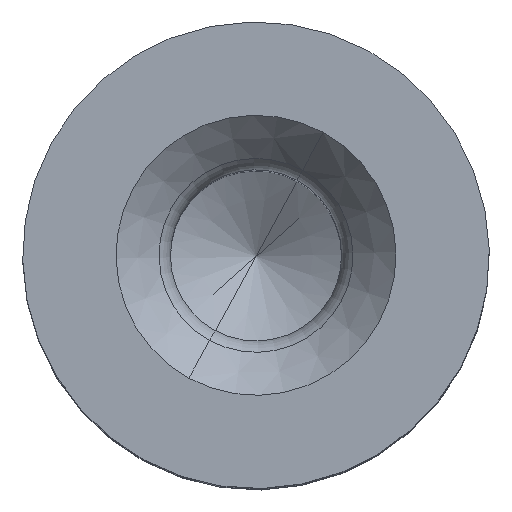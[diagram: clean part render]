
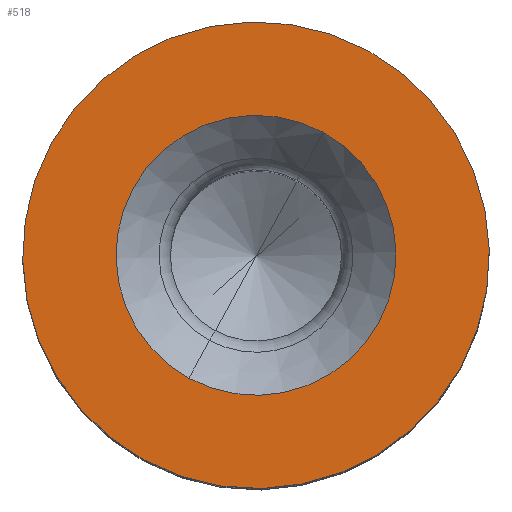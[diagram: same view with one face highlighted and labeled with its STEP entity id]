
A CAD part, top view. The second image highlights one B-rep face of the part: STEP entity #518.
In plain terms, the highlighted planar face has unit normal (0, 0, 1).
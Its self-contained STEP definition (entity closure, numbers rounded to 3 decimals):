
#168=AXIS2_PLACEMENT_3D('Circle Axis2P3D',#166,#167,$) ;
#187=AXIS2_PLACEMENT_3D('Circle Axis2P3D',#185,#186,$) ;
#227=AXIS2_PLACEMENT_3D('Circle Axis2P3D',#225,#226,$) ;
#244=AXIS2_PLACEMENT_3D('Circle Axis2P3D',#242,#243,$) ;
#508=AXIS2_PLACEMENT_3D('Plane Axis2P3D',#505,#506,#507) ;
#163=CARTESIAN_POINT('Vertex',(3.863,4.58,29.1)) ;
#166=CARTESIAN_POINT('Axis2P3D Location',(3.,3.,29.1)) ;
#170=CARTESIAN_POINT('Vertex',(2.137,1.42,29.1)) ;
#185=CARTESIAN_POINT('Axis2P3D Location',(3.,3.,29.1)) ;
#206=CARTESIAN_POINT('Vertex',(4.438,5.633,29.1)) ;
#222=CARTESIAN_POINT('Vertex',(1.562,0.367,29.1)) ;
#225=CARTESIAN_POINT('Axis2P3D Location',(3.,3.,29.1)) ;
#242=CARTESIAN_POINT('Axis2P3D Location',(3.,3.,29.1)) ;
#505=CARTESIAN_POINT('Axis2P3D Location',(3.,0.,29.1)) ;
#167=DIRECTION('Axis2P3D Direction',(0.,0.,1.)) ;
#186=DIRECTION('Axis2P3D Direction',(0.,0.,1.)) ;
#226=DIRECTION('Axis2P3D Direction',(0.,0.,-1.)) ;
#243=DIRECTION('Axis2P3D Direction',(0.,0.,-1.)) ;
#506=DIRECTION('Axis2P3D Direction',(0.,0.,-1.)) ;
#507=DIRECTION('Axis2P3D XDirection',(1.,0.,0.)) ;
#511=ORIENTED_EDGE('',*,*,#229,.F.) ;
#512=ORIENTED_EDGE('',*,*,#246,.F.) ;
#515=ORIENTED_EDGE('',*,*,#189,.T.) ;
#516=ORIENTED_EDGE('',*,*,#172,.T.) ;
#517=FACE_BOUND('',#514,.T.) ;
#518=ADVANCED_FACE('Hauptk\X2\00F6\X0\rper',(#513,#517),#509,.F.) ;
#169=CIRCLE('generated circle',#168,1.8) ;
#188=CIRCLE('generated circle',#187,1.8) ;
#228=CIRCLE('generated circle',#227,3.) ;
#245=CIRCLE('generated circle',#244,3.) ;
#172=EDGE_CURVE('',#171,#164,#169,.F.) ;
#189=EDGE_CURVE('',#164,#171,#188,.F.) ;
#229=EDGE_CURVE('',#223,#207,#228,.T.) ;
#246=EDGE_CURVE('',#207,#223,#245,.T.) ;
#510=EDGE_LOOP('',(#511,#512)) ;
#514=EDGE_LOOP('',(#515,#516)) ;
#513=FACE_OUTER_BOUND('',#510,.T.) ;
#509=PLANE('',#508) ;
#164=VERTEX_POINT('',#163) ;
#171=VERTEX_POINT('',#170) ;
#207=VERTEX_POINT('',#206) ;
#223=VERTEX_POINT('',#222) ;
